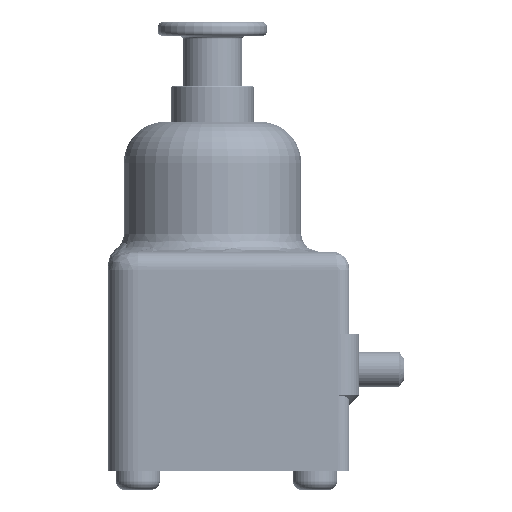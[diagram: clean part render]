
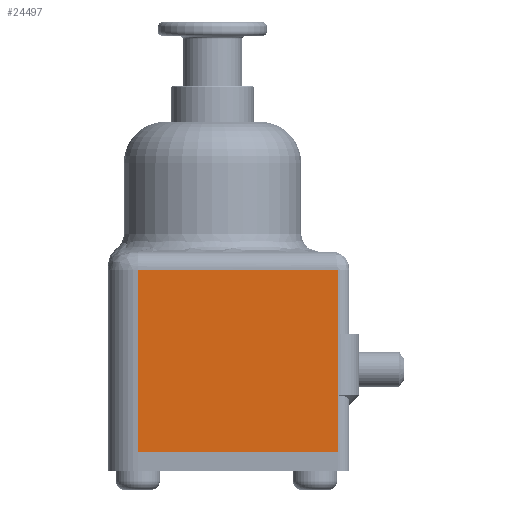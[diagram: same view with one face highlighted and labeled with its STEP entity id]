
A CAD part, front view. The second image highlights one B-rep face of the part: STEP entity #24497.
In plain terms, the highlighted planar face has unit normal (0, -1, 0).
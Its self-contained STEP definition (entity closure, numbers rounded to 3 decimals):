
#2324=PLANE('',#26569);
#3635=FACE_OUTER_BOUND('',#5196,.T.);
#5196=EDGE_LOOP('',(#22551,#22552,#22553,#22554,#22555,#22556));
#7428=LINE('',#50043,#9673);
#7436=LINE('',#50099,#9681);
#7437=LINE('',#50102,#9682);
#7438=LINE('',#50104,#9683);
#7439=LINE('',#50106,#9684);
#7440=LINE('',#50107,#9685);
#9673=VECTOR('',#32767,1.8);
#9681=VECTOR('',#32791,10.);
#9682=VECTOR('',#32794,10.);
#9683=VECTOR('',#32795,2.5);
#9684=VECTOR('',#32796,10.);
#9685=VECTOR('',#32797,10.);
#12576=VERTEX_POINT('',#50017);
#12585=VERTEX_POINT('',#50041);
#12593=VERTEX_POINT('',#50082);
#12594=VERTEX_POINT('',#50101);
#12595=VERTEX_POINT('',#50103);
#12596=VERTEX_POINT('',#50105);
#15920=EDGE_CURVE('',#12576,#12585,#7428,.T.);
#15934=EDGE_CURVE('',#12576,#12593,#7436,.T.);
#15935=EDGE_CURVE('',#12594,#12585,#7437,.T.);
#15936=EDGE_CURVE('',#12595,#12594,#7438,.T.);
#15937=EDGE_CURVE('',#12595,#12596,#7439,.T.);
#15938=EDGE_CURVE('',#12593,#12596,#7440,.T.);
#22551=ORIENTED_EDGE('',*,*,#15935,.F.);
#22552=ORIENTED_EDGE('',*,*,#15936,.F.);
#22553=ORIENTED_EDGE('',*,*,#15937,.T.);
#22554=ORIENTED_EDGE('',*,*,#15938,.F.);
#22555=ORIENTED_EDGE('',*,*,#15934,.F.);
#22556=ORIENTED_EDGE('',*,*,#15920,.T.);
#24497=ADVANCED_FACE('',(#3635),#2324,.T.);
#26569=AXIS2_PLACEMENT_3D('',#50100,#32792,#32793);
#32767=DIRECTION('',(0.,0.,1.));
#32791=DIRECTION('',(0.,0.,-1.));
#32792=DIRECTION('center_axis',(0.,-1.,
0.));
#32793=DIRECTION('ref_axis',(-1.,0.,0.));
#32794=DIRECTION('',(1.,0.,0.));
#32795=DIRECTION('',(0.,0.,1.));
#32796=DIRECTION('',(1.,0.,0.));
#32797=DIRECTION('',(0.,0.,-1.));
#50017=CARTESIAN_POINT('',(-3.417,-0.331,-3.404));
#50041=CARTESIAN_POINT('',(-3.417,-0.331,2.046));
#50043=CARTESIAN_POINT('',(-3.417,-0.331,-4.304));
#50082=CARTESIAN_POINT('',(-3.417,-0.331,-8.604));
#50099=CARTESIAN_POINT('',(-3.417,-0.331,0.696));
#50100=CARTESIAN_POINT('Origin',(-2.5,-0.331,0.696));
#50101=CARTESIAN_POINT('',(-20.317,-0.331,2.046));
#50102=CARTESIAN_POINT('',(-8.262,-0.331,2.046));
#50103=CARTESIAN_POINT('',(-20.317,-0.331,-13.404));
#50104=CARTESIAN_POINT('',(-20.317,-0.331,0.696));
#50105=CARTESIAN_POINT('',(-3.417,-0.331,-13.404));
#50106=CARTESIAN_POINT('',(-2.458,-0.331,-13.404));
#50107=CARTESIAN_POINT('',(-3.417,-0.331,-14.604));
